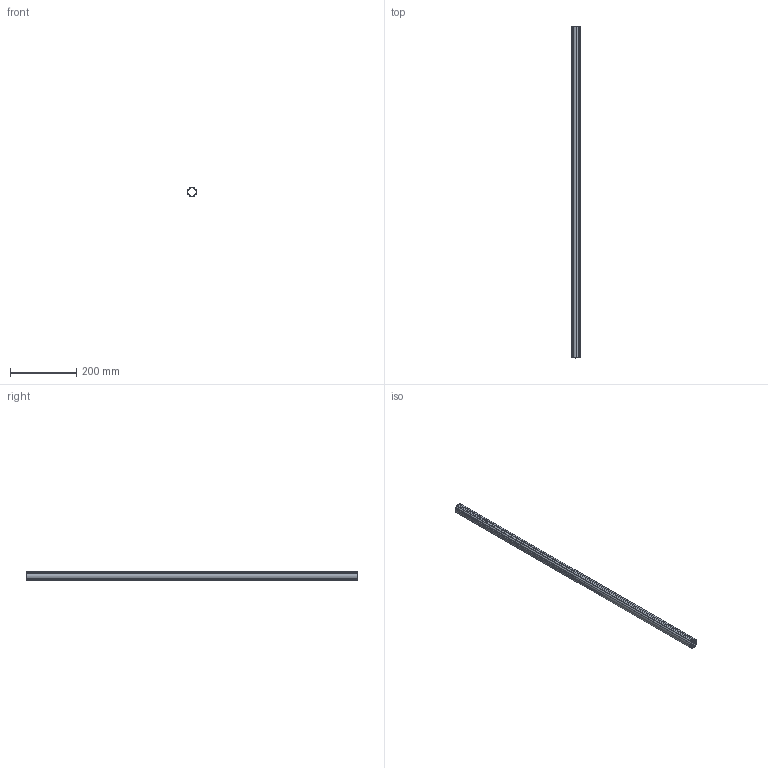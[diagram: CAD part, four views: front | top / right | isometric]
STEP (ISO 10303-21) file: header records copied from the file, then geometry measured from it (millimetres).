
FILE_DESCRIPTION(/* description */ (''),/* implementation_level */ '2;1');
FILE_NAME(/* name */ '13439_KriTec_Profilrohr_D30_natur.stp',/* time_stamp */ '2017-09-08T14:36:47+02:00',/* author */ ('kostic'),/* organization */ (''),/* preprocessor_version */ 'ST-DEVELOPER v16.1',/* originating_system */ 'Autodesk Inventor 2016',/* authorisation */ '');
FILE_SCHEMA (('AUTOMOTIVE_DESIGN { 1 0 10303 214 3 1 1 }'));
Length unit declared in the file: millimetre
Products named in the file (1): 13439_KriTec_Profilrohr_D30_natur
Bounding box: 29.91 x 1000 x 30 mm (x, y, z)
Volume: 198750.2 mm3; surface area: 198906.8 mm2
Topology: 1 solids, 1 shells, 110 faces, 324 edges, 216 vertices
Faces by surface type: cylinder 84, plane 26
Entity records: 3784 total; most frequent: DIRECTION 714, CARTESIAN_POINT 651, ORIENTED_EDGE 648, EDGE_CURVE 324, AXIS2_PLACEMENT_3D 279, VERTEX_POINT 216, CIRCLE 168, LINE 156
